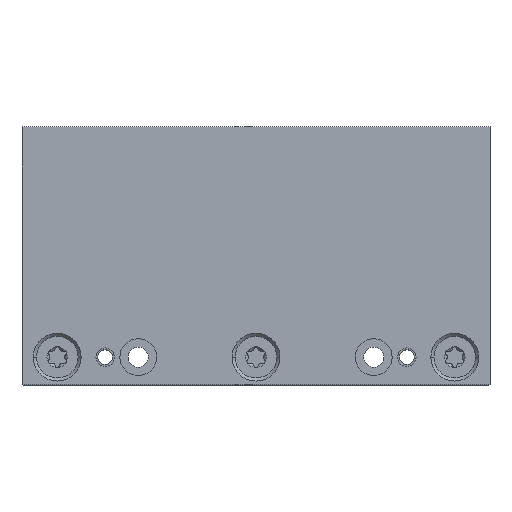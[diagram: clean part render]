
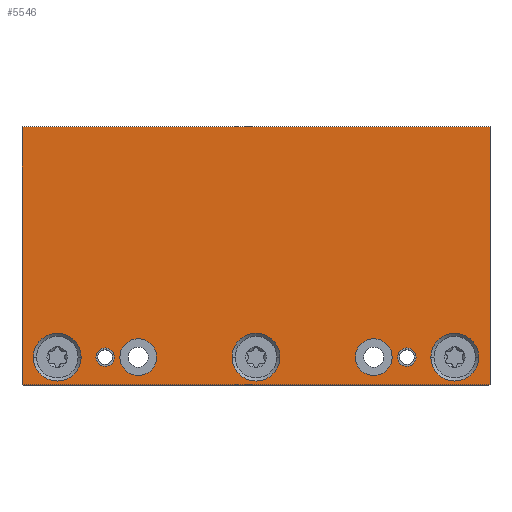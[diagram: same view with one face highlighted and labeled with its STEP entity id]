
A CAD part, top view. The second image highlights one B-rep face of the part: STEP entity #5546.
In plain terms, the highlighted planar face has unit normal (0, 0, 1).
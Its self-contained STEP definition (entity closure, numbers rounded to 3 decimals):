
#1609=DIRECTION('',(-1.,0.,0.));
#1610=VECTOR('',#1609,127.15);
#1611=CARTESIAN_POINT('',(63.575,-11.9,17.055));
#1612=LINE('',#1611,#1610);
#1613=CARTESIAN_POINT('',(-41.,-4.45,17.055));
#1614=DIRECTION('',(0.,0.,-1.));
#1615=DIRECTION('',(-1.,0.,0.));
#1616=AXIS2_PLACEMENT_3D('',#1613,#1614,#1615);
#1618=CARTESIAN_POINT('',(-41.,-4.45,17.055));
#1619=DIRECTION('',(0.,0.,-1.));
#1620=DIRECTION('',(1.,0.,0.));
#1621=AXIS2_PLACEMENT_3D('',#1618,#1619,#1620);
#1623=CARTESIAN_POINT('',(41.,-4.45,17.055));
#1624=DIRECTION('',(0.,0.,-1.));
#1625=DIRECTION('',(-1.,0.,0.));
#1626=AXIS2_PLACEMENT_3D('',#1623,#1624,#1625);
#1628=CARTESIAN_POINT('',(41.,-4.45,17.055));
#1629=DIRECTION('',(0.,0.,-1.));
#1630=DIRECTION('',(1.,0.,0.));
#1631=AXIS2_PLACEMENT_3D('',#1628,#1629,#1630);
#1633=CARTESIAN_POINT('',(-32.,-4.45,17.055));
#1634=DIRECTION('',(0.,0.,1.));
#1635=DIRECTION('',(-1.,0.,0.));
#1636=AXIS2_PLACEMENT_3D('',#1633,#1634,#1635);
#1638=CARTESIAN_POINT('',(-32.,-4.45,17.055));
#1639=DIRECTION('',(0.,0.,1.));
#1640=DIRECTION('',(1.,0.,0.));
#1641=AXIS2_PLACEMENT_3D('',#1638,#1639,#1640);
#1643=CARTESIAN_POINT('',(32.,-4.45,17.055));
#1644=DIRECTION('',(0.,0.,1.));
#1645=DIRECTION('',(-1.,0.,0.));
#1646=AXIS2_PLACEMENT_3D('',#1643,#1644,#1645);
#1648=CARTESIAN_POINT('',(32.,-4.45,17.055));
#1649=DIRECTION('',(0.,0.,1.));
#1650=DIRECTION('',(1.,0.,0.));
#1651=AXIS2_PLACEMENT_3D('',#1648,#1649,#1650);
#1653=CARTESIAN_POINT('',(-54.,-4.45,17.055));
#1654=DIRECTION('',(0.,0.,1.));
#1655=DIRECTION('',(-1.,0.,0.));
#1656=AXIS2_PLACEMENT_3D('',#1653,#1654,#1655);
#1658=CARTESIAN_POINT('',(-54.,-4.45,17.055));
#1659=DIRECTION('',(0.,0.,1.));
#1660=DIRECTION('',(1.,0.,0.));
#1661=AXIS2_PLACEMENT_3D('',#1658,#1659,#1660);
#1663=CARTESIAN_POINT('',(0.,-4.45,17.055));
#1664=DIRECTION('',(0.,0.,1.));
#1665=DIRECTION('',(-1.,0.,0.));
#1666=AXIS2_PLACEMENT_3D('',#1663,#1664,#1665);
#1668=CARTESIAN_POINT('',(0.,-4.45,17.055));
#1669=DIRECTION('',(0.,0.,1.));
#1670=DIRECTION('',(1.,0.,0.));
#1671=AXIS2_PLACEMENT_3D('',#1668,#1669,#1670);
#1673=CARTESIAN_POINT('',(54.,-4.45,17.055));
#1674=DIRECTION('',(0.,0.,1.));
#1675=DIRECTION('',(-1.,0.,0.));
#1676=AXIS2_PLACEMENT_3D('',#1673,#1674,#1675);
#1678=CARTESIAN_POINT('',(54.,-4.45,17.055));
#1679=DIRECTION('',(0.,0.,1.));
#1680=DIRECTION('',(1.,0.,0.));
#1681=AXIS2_PLACEMENT_3D('',#1678,#1679,#1680);
#1691=DIRECTION('',(0.,1.,0.));
#1692=VECTOR('',#1691,70.);
#1693=CARTESIAN_POINT('',(63.575,-11.9,17.055));
#1694=LINE('',#1693,#1692);
#1699=DIRECTION('',(-1.,0.,0.));
#1700=VECTOR('',#1699,127.15);
#1701=CARTESIAN_POINT('',(63.575,58.1,17.055));
#1702=LINE('',#1701,#1700);
#1711=DIRECTION('',(0.,1.,0.));
#1712=VECTOR('',#1711,70.);
#1713=CARTESIAN_POINT('',(-63.575,-11.9,17.055));
#1714=LINE('',#1713,#1712);
#3001=CARTESIAN_POINT('',(63.575,-11.9,17.055));
#3002=VERTEX_POINT('',#3001);
#3003=CARTESIAN_POINT('',(63.575,58.1,17.055));
#3004=VERTEX_POINT('',#3003);
#3009=CARTESIAN_POINT('',(-63.575,-11.9,17.055));
#3010=VERTEX_POINT('',#3009);
#3011=CARTESIAN_POINT('',(-63.575,58.1,17.055));
#3012=VERTEX_POINT('',#3011);
#3013=CARTESIAN_POINT('',(-37.,-4.45,17.055));
#3014=CARTESIAN_POINT('',(-27.,-4.45,17.055));
#3015=VERTEX_POINT('',#3013);
#3016=VERTEX_POINT('',#3014);
#3017=CARTESIAN_POINT('',(-60.5,-4.45,17.055));
#3018=CARTESIAN_POINT('',(-47.5,-4.45,17.055));
#3019=VERTEX_POINT('',#3017);
#3020=VERTEX_POINT('',#3018);
#3021=CARTESIAN_POINT('',(27.,-4.45,17.055));
#3022=CARTESIAN_POINT('',(37.,-4.45,17.055));
#3023=VERTEX_POINT('',#3021);
#3024=VERTEX_POINT('',#3022);
#3025=CARTESIAN_POINT('',(-6.5,-4.45,17.055));
#3026=CARTESIAN_POINT('',(6.5,-4.45,17.055));
#3027=VERTEX_POINT('',#3025);
#3028=VERTEX_POINT('',#3026);
#3029=CARTESIAN_POINT('',(47.5,-4.45,17.055));
#3030=CARTESIAN_POINT('',(60.5,-4.45,17.055));
#3031=VERTEX_POINT('',#3029);
#3032=VERTEX_POINT('',#3030);
#3033=CARTESIAN_POINT('',(-43.5,-4.45,17.055));
#3034=CARTESIAN_POINT('',(-38.5,-4.45,17.055));
#3035=VERTEX_POINT('',#3033);
#3036=VERTEX_POINT('',#3034);
#3037=CARTESIAN_POINT('',(38.5,-4.45,17.055));
#3038=CARTESIAN_POINT('',(43.5,-4.45,17.055));
#3039=VERTEX_POINT('',#3037);
#3040=VERTEX_POINT('',#3038);
#5492=CARTESIAN_POINT('',(63.575,-11.9,17.055));
#5493=DIRECTION('',(0.,0.,1.));
#5494=DIRECTION('',(0.,1.,0.));
#5495=AXIS2_PLACEMENT_3D('',#5492,#5493,#5494);
#5496=PLANE('',#5495);
#5498=ORIENTED_EDGE('',*,*,#5497,.F.);
#5499=ORIENTED_EDGE('',*,*,#3834,.T.);
#5501=ORIENTED_EDGE('',*,*,#5500,.T.);
#5503=ORIENTED_EDGE('',*,*,#5502,.F.);
#5504=EDGE_LOOP('',(#5498,#5499,#5501,#5503));
#5505=FACE_OUTER_BOUND('',#5504,.F.);
#5507=ORIENTED_EDGE('',*,*,#5506,.F.);
#5509=ORIENTED_EDGE('',*,*,#5508,.F.);
#5510=EDGE_LOOP('',(#5507,#5509));
#5511=FACE_BOUND('',#5510,.F.);
#5513=ORIENTED_EDGE('',*,*,#5512,.F.);
#5515=ORIENTED_EDGE('',*,*,#5514,.F.);
#5516=EDGE_LOOP('',(#5513,#5515));
#5517=FACE_BOUND('',#5516,.F.);
#5518=ORIENTED_EDGE('',*,*,#5472,.T.);
#5519=ORIENTED_EDGE('',*,*,#5486,.T.);
#5520=EDGE_LOOP('',(#5518,#5519));
#5521=FACE_BOUND('',#5520,.F.);
#5523=ORIENTED_EDGE('',*,*,#5522,.T.);
#5525=ORIENTED_EDGE('',*,*,#5524,.T.);
#5526=EDGE_LOOP('',(#5523,#5525));
#5527=FACE_BOUND('',#5526,.F.);
#5529=ORIENTED_EDGE('',*,*,#5528,.T.);
#5531=ORIENTED_EDGE('',*,*,#5530,.T.);
#5532=EDGE_LOOP('',(#5529,#5531));
#5533=FACE_BOUND('',#5532,.F.);
#5535=ORIENTED_EDGE('',*,*,#5534,.T.);
#5537=ORIENTED_EDGE('',*,*,#5536,.T.);
#5538=EDGE_LOOP('',(#5535,#5537));
#5539=FACE_BOUND('',#5538,.F.);
#5541=ORIENTED_EDGE('',*,*,#5540,.T.);
#5543=ORIENTED_EDGE('',*,*,#5542,.T.);
#5544=EDGE_LOOP('',(#5541,#5543));
#5545=FACE_BOUND('',#5544,.F.);
#1617=CIRCLE('',#1616,2.5);
#1622=CIRCLE('',#1621,2.5);
#1627=CIRCLE('',#1626,2.5);
#1632=CIRCLE('',#1631,2.5);
#1637=CIRCLE('',#1636,5.);
#1642=CIRCLE('',#1641,5.);
#1647=CIRCLE('',#1646,5.);
#1652=CIRCLE('',#1651,5.);
#1657=CIRCLE('',#1656,6.5);
#1662=CIRCLE('',#1661,6.5);
#1667=CIRCLE('',#1666,6.5);
#1672=CIRCLE('',#1671,6.5);
#1677=CIRCLE('',#1676,6.5);
#1682=CIRCLE('',#1681,6.5);
#3834=EDGE_CURVE('',#3002,#3010,#1612,.T.);
#5472=EDGE_CURVE('',#3015,#3016,#1637,.T.);
#5486=EDGE_CURVE('',#3016,#3015,#1642,.T.);
#5497=EDGE_CURVE('',#3002,#3004,#1694,.T.);
#5500=EDGE_CURVE('',#3010,#3012,#1714,.T.);
#5502=EDGE_CURVE('',#3004,#3012,#1702,.T.);
#5506=EDGE_CURVE('',#3035,#3036,#1617,.T.);
#5508=EDGE_CURVE('',#3036,#3035,#1622,.T.);
#5512=EDGE_CURVE('',#3039,#3040,#1627,.T.);
#5514=EDGE_CURVE('',#3040,#3039,#1632,.T.);
#5522=EDGE_CURVE('',#3023,#3024,#1647,.T.);
#5524=EDGE_CURVE('',#3024,#3023,#1652,.T.);
#5528=EDGE_CURVE('',#3019,#3020,#1657,.T.);
#5530=EDGE_CURVE('',#3020,#3019,#1662,.T.);
#5534=EDGE_CURVE('',#3027,#3028,#1667,.T.);
#5536=EDGE_CURVE('',#3028,#3027,#1672,.T.);
#5540=EDGE_CURVE('',#3031,#3032,#1677,.T.);
#5542=EDGE_CURVE('',#3032,#3031,#1682,.T.);
#5546=ADVANCED_FACE('',(#5505,#5511,#5517,#5521,#5527,#5533,#5539,#5545),#5496,
.T.);
